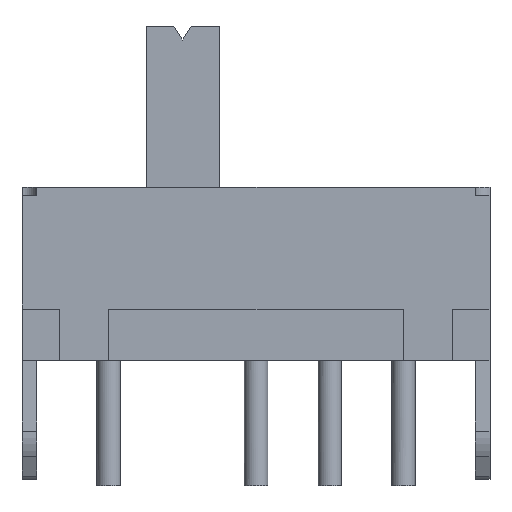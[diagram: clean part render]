
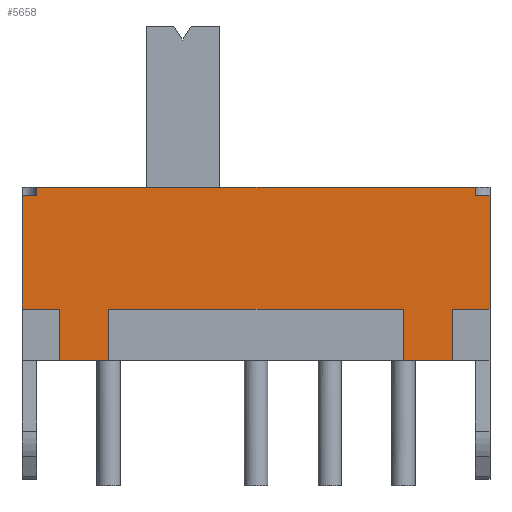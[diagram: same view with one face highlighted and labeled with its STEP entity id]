
A CAD part, top view. The second image highlights one B-rep face of the part: STEP entity #5658.
In plain terms, the highlighted planar face has unit normal (0, 0, 1).
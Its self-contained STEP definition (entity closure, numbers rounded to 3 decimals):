
#509=ORIENTED_EDGE('',*,*,#1636,.T.);
#510=ORIENTED_EDGE('',*,*,#1679,.T.);
#511=ORIENTED_EDGE('',*,*,#1680,.T.);
#512=ORIENTED_EDGE('',*,*,#1669,.F.);
#513=ORIENTED_EDGE('',*,*,#1681,.T.);
#514=ORIENTED_EDGE('',*,*,#1682,.T.);
#515=ORIENTED_EDGE('',*,*,#1683,.T.);
#516=ORIENTED_EDGE('',*,*,#1665,.F.);
#517=ORIENTED_EDGE('',*,*,#1684,.T.);
#518=ORIENTED_EDGE('',*,*,#1685,.T.);
#519=ORIENTED_EDGE('',*,*,#1652,.F.);
#520=ORIENTED_EDGE('',*,*,#1686,.F.);
#521=ORIENTED_EDGE('',*,*,#1687,.T.);
#522=ORIENTED_EDGE('',*,*,#1594,.T.);
#523=ORIENTED_EDGE('',*,*,#1688,.T.);
#524=ORIENTED_EDGE('',*,*,#1689,.F.);
#1594=EDGE_CURVE('',#2184,#2183,#2574,.T.);
#1636=EDGE_CURVE('',#2225,#2224,#2605,.T.);
#1652=EDGE_CURVE('',#2236,#2237,#2618,.T.);
#1665=EDGE_CURVE('',#2247,#2248,#2627,.T.);
#1669=EDGE_CURVE('',#2251,#2252,#2631,.T.);
#1679=EDGE_CURVE('',#2224,#2260,#2638,.T.);
#1680=EDGE_CURVE('',#2260,#2252,#2639,.T.);
#1681=EDGE_CURVE('',#2251,#2261,#2640,.T.);
#1682=EDGE_CURVE('',#2261,#2262,#2641,.T.);
#1683=EDGE_CURVE('',#2262,#2248,#2642,.T.);
#1684=EDGE_CURVE('',#2247,#2263,#2643,.T.);
#1685=EDGE_CURVE('',#2263,#2237,#2644,.T.);
#1686=EDGE_CURVE('',#2264,#2236,#2645,.T.);
#1687=EDGE_CURVE('',#2264,#2184,#2646,.T.);
#1688=EDGE_CURVE('',#2183,#2265,#2647,.F.);
#1689=EDGE_CURVE('',#2225,#2265,#2648,.T.);
#2183=VERTEX_POINT('',#7007);
#2184=VERTEX_POINT('',#7009);
#2224=VERTEX_POINT('',#7093);
#2225=VERTEX_POINT('',#7095);
#2236=VERTEX_POINT('',#7122);
#2237=VERTEX_POINT('',#7124);
#2247=VERTEX_POINT('',#7147);
#2248=VERTEX_POINT('',#7149);
#2251=VERTEX_POINT('',#7155);
#2252=VERTEX_POINT('',#7157);
#2260=VERTEX_POINT('',#7176);
#2261=VERTEX_POINT('',#7179);
#2262=VERTEX_POINT('',#7181);
#2263=VERTEX_POINT('',#7184);
#2264=VERTEX_POINT('',#7187);
#2265=VERTEX_POINT('',#7190);
#2574=LINE('',#7008,#2851);
#2605=LINE('',#7094,#2882);
#2618=LINE('',#7123,#2895);
#2627=LINE('',#7148,#2904);
#2631=LINE('',#7156,#2908);
#2638=LINE('',#7175,#2915);
#2639=LINE('',#7177,#2916);
#2640=LINE('',#7178,#2917);
#2641=LINE('',#7180,#2918);
#2642=LINE('',#7182,#2919);
#2643=LINE('',#7183,#2920);
#2644=LINE('',#7185,#2921);
#2645=LINE('',#7186,#2922);
#2646=LINE('',#7188,#2923);
#2647=LINE('',#7189,#2924);
#2648=LINE('',#7191,#2925);
#2851=VECTOR('',#6203,1000.);
#2882=VECTOR('',#6262,1000.);
#2895=VECTOR('',#6283,1000.);
#2904=VECTOR('',#6302,1000.);
#2908=VECTOR('',#6306,1000.);
#2915=VECTOR('',#6321,1000.);
#2916=VECTOR('',#6322,1000.);
#2917=VECTOR('',#6323,1000.);
#2918=VECTOR('',#6324,1000.);
#2919=VECTOR('',#6325,1000.);
#2920=VECTOR('',#6326,1000.);
#2921=VECTOR('',#6327,1000.);
#2922=VECTOR('',#6328,1000.);
#2923=VECTOR('',#6329,1000.);
#2924=VECTOR('',#6330,1000.);
#2925=VECTOR('',#6331,1000.);
#3132=EDGE_LOOP('',(#509,#510,#511,#512,#513,#514,#515,#516,#517,#518,#519,
#520,#521,#522,#523,#524));
#3411=FACE_BOUND('',#3132,.T.);
#3689=PLANE('',#5958);
#5658=ADVANCED_FACE('',(#3411),#3689,.T.);
#5958=AXIS2_PLACEMENT_3D('',#7174,#6319,#6320);
#6203=DIRECTION('',(-1.,0.,0.));
#6262=DIRECTION('',(0.,-1.,0.));
#6283=DIRECTION('',(0.,-1.,0.));
#6302=DIRECTION('',(-1.,0.,0.));
#6306=DIRECTION('',(-1.,0.,0.));
#6319=DIRECTION('',(0.,0.,1.));
#6320=DIRECTION('',(0.,-1.,0.));
#6321=DIRECTION('',(1.,0.,0.));
#6322=DIRECTION('',(0.,-1.,0.));
#6323=DIRECTION('',(0.,1.,0.));
#6324=DIRECTION('',(1.,0.,0.));
#6325=DIRECTION('',(0.,-1.,0.));
#6326=DIRECTION('',(0.,1.,0.));
#6327=DIRECTION('',(1.,0.,0.));
#6328=DIRECTION('',(1.,0.,0.));
#6329=DIRECTION('',(0.,1.,0.));
#6330=DIRECTION('',(0.,1.,0.));
#6331=DIRECTION('',(1.,0.,0.));
#7007=CARTESIAN_POINT('',(-5.954,1.262,0.012));
#7008=CARTESIAN_POINT('',(6.35,1.262,0.012));
#7009=CARTESIAN_POINT('',(5.954,1.262,0.012));
#7093=CARTESIAN_POINT('',(-6.35,-2.049,0.012));
#7094=CARTESIAN_POINT('',(-6.35,1.262,0.012));
#7095=CARTESIAN_POINT('',(-6.35,1.042,0.012));
#7122=CARTESIAN_POINT('',(6.35,1.042,0.012));
#7123=CARTESIAN_POINT('',(6.35,1.262,0.012));
#7124=CARTESIAN_POINT('',(6.35,-2.049,0.012));
#7147=CARTESIAN_POINT('',(5.338,-3.438,0.012));
#7148=CARTESIAN_POINT('',(6.35,-3.438,0.012));
#7149=CARTESIAN_POINT('',(4.,-3.438,0.012));
#7155=CARTESIAN_POINT('',(-4.,-3.438,0.012));
#7156=CARTESIAN_POINT('',(6.35,-3.438,0.012));
#7157=CARTESIAN_POINT('',(-5.338,-3.438,0.012));
#7174=CARTESIAN_POINT('',(6.35,1.262,0.012));
#7175=CARTESIAN_POINT('',(-6.35,-2.049,0.012));
#7176=CARTESIAN_POINT('',(-5.338,-2.049,0.012));
#7177=CARTESIAN_POINT('',(-5.338,-2.049,0.012));
#7178=CARTESIAN_POINT('',(-4.,-3.438,0.012));
#7179=CARTESIAN_POINT('',(-4.,-2.049,0.012));
#7180=CARTESIAN_POINT('',(-4.,-2.049,0.012));
#7181=CARTESIAN_POINT('',(4.,-2.049,0.012));
#7182=CARTESIAN_POINT('',(4.,-2.049,0.012));
#7183=CARTESIAN_POINT('',(5.338,-3.438,0.012));
#7184=CARTESIAN_POINT('',(5.338,-2.049,0.012));
#7185=CARTESIAN_POINT('',(5.338,-2.049,0.012));
#7186=CARTESIAN_POINT('',(6.35,1.042,0.012));
#7187=CARTESIAN_POINT('',(5.954,1.042,0.012));
#7188=CARTESIAN_POINT('',(5.954,1.042,0.012));
#7189=CARTESIAN_POINT('',(-5.954,1.042,0.012));
#7190=CARTESIAN_POINT('',(-5.954,1.042,0.012));
#7191=CARTESIAN_POINT('',(6.35,1.042,0.012));
